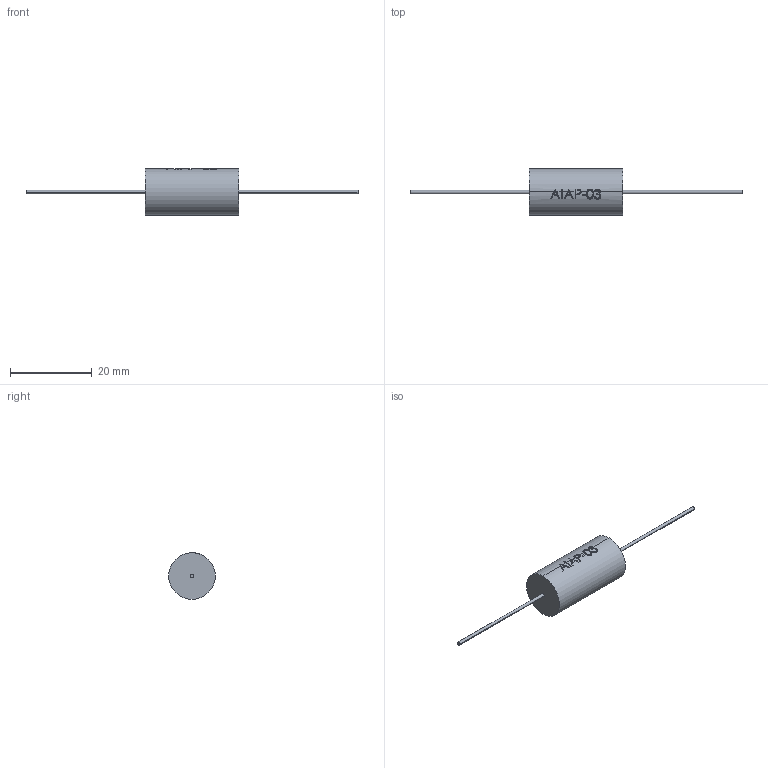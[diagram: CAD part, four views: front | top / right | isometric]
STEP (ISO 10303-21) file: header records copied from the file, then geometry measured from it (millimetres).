
FILE_DESCRIPTION (( 'STEP AP214' ), '1' );
FILE_NAME ('AIAP-03.STEP', '2013-09-11T09:12:11', ( '' ), ( '' ), 'SwSTEP 2.0', 'SolidWorks 2012', '' );
FILE_SCHEMA (( 'AUTOMOTIVE_DESIGN' ));
Length unit declared in the file: inch
Products named in the file (1): AIAP-03
Bounding box: 81.3 x 11.4 x 11.41 mm (x, y, z)
Volume: 2367.6 mm3; surface area: 1173.6 mm2
Topology: 1 solids, 1 shells, 91 faces, 246 edges, 164 vertices
Faces by surface type: bspline 42, plane 32, cylinder 17
Entity records: 7821 total; most frequent: CARTESIAN_POINT 4851, ORIENTED_EDGE 492, EDGE_CURVE 246, DIRECTION 227, VERTEX_POINT 164, B_SPLINE_CURVE_WITH_KNOTS 150, EDGE_LOOP 98, ADVANCED_FACE 91
